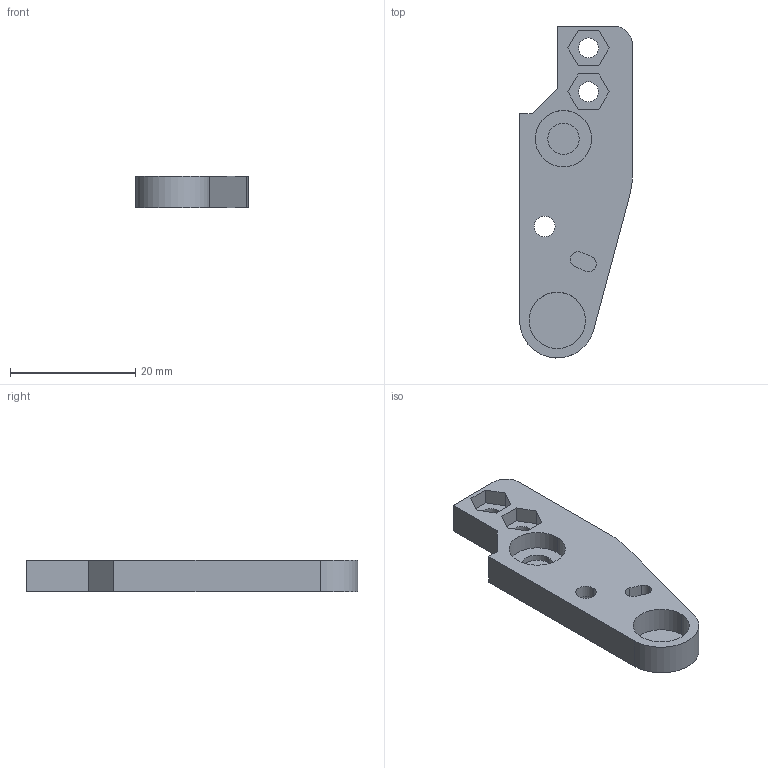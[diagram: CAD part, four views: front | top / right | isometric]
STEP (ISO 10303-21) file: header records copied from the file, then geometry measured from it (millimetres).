
FILE_DESCRIPTION (( 'STEP AP203' ), '1' );
FILE_NAME ('IR stand L.STEP', '2018-06-11T03:01:29', ( '' ), ( '' ), 'SwSTEP 2.0', 'SolidWorks 2016', '' );
FILE_SCHEMA (( 'CONFIG_CONTROL_DESIGN' ));
Length unit declared in the file: millimetre
Products named in the file (1): IR stand L
Bounding box: 18 x 52.99 x 5 mm (x, y, z)
Volume: 2827.8 mm3; surface area: 2739.4 mm2
Topology: 1 solids, 1 shells, 65 faces, 159 edges, 106 vertices
Faces by surface type: plane 35, cylinder 30
Entity records: 2024 total; most frequent: DIRECTION 353, CARTESIAN_POINT 331, ORIENTED_EDGE 318, EDGE_CURVE 159, AXIS2_PLACEMENT_3D 128, VERTEX_POINT 106, VECTOR 97, LINE 97
